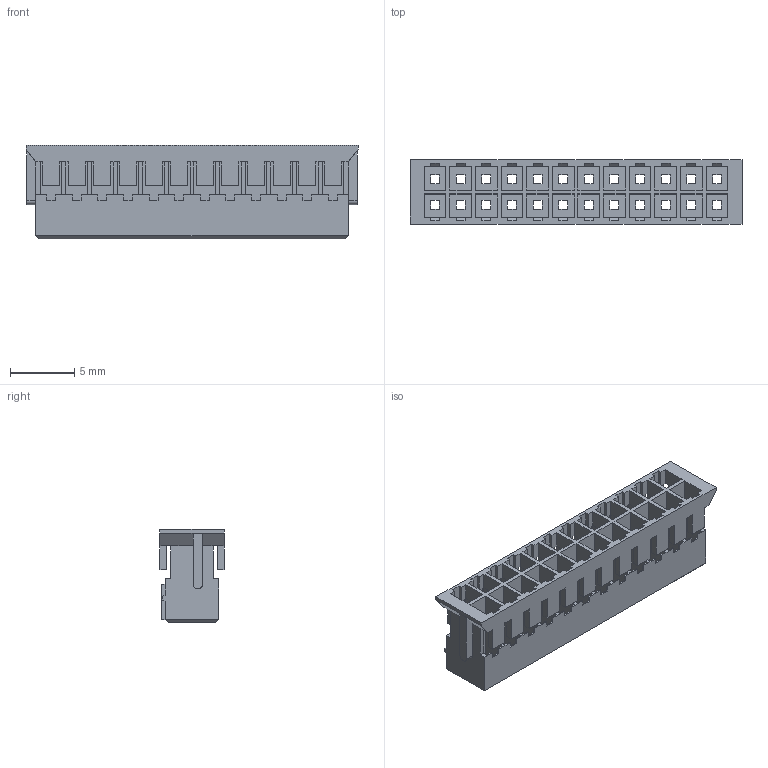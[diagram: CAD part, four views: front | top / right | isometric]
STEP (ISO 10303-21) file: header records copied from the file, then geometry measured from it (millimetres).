
FILE_DESCRIPTION((''),'2;1');
FILE_NAME('FHG20003-D10M2W1B','2025-06-09T',('工程三'),(''),'PRO/ENGINEER BY PARAMETRIC TECHNOLOGY CORPORATION, 2010280','PRO/ENGINEER BY PARAMETRIC TECHNOLOGY CORPORATION, 2010280','');
FILE_SCHEMA(('CONFIG_CONTROL_DESIGN'));
Length unit declared in the file: millimetre
Products named in the file (1): FHG20003-D10M2W1B
Bounding box: 25.9 x 5 x 7.3 mm (x, y, z)
Volume: 280 mm3; surface area: 1762.9 mm2
Topology: 1 solids, 1 shells, 604 faces, 1866 edges, 1240 vertices
Faces by surface type: plane 600, cylinder 4
Entity records: 20572 total; most frequent: ORIENTED_EDGE 3732, CARTESIAN_POINT 3710, DIRECTION 3082, EDGE_CURVE 1866, VECTOR 1858, LINE 1858, VERTEX_POINT 1240, EDGE_LOOP 676
